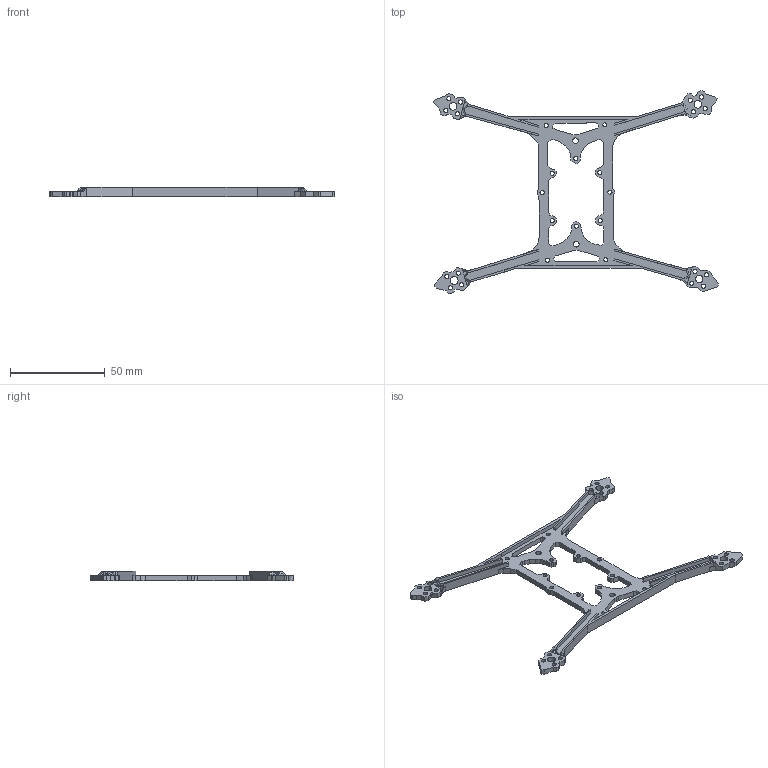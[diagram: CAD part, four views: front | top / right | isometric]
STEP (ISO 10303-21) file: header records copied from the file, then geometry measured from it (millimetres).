
FILE_DESCRIPTION(/* description */ (''),/* implementation_level */ '2;1');
FILE_NAME(/* name */ 'Base.step',/* time_stamp */ '2025-06-18T16:17:51+05:30',/* author */ (''),/* organization */ (''),/* preprocessor_version */ 'ST-DEVELOPER v20.1',/* originating_system */ 'Autodesk Translation Framework v14.10.0.0',/* authorisation */ '');
FILE_SCHEMA (('AUTOMOTIVE_DESIGN { 1 0 10303 214 3 1 1 }'));
Length unit declared in the file: millimetre
Products named in the file (1): rekon35
Bounding box: 150.43 x 107.11 x 5 mm (x, y, z)
Volume: 9924 mm3; surface area: 11913.3 mm2
Topology: 1 solids, 1 shells, 368 faces, 1101 edges, 734 vertices
Faces by surface type: plane 334, cylinder 34
Full cylindrical faces by diameter (mm): 2.2 x28, 2.984 x1, 3.002 x1, 3.889 x1, 4.001 x1, 4.007 x1, 4.206 x1
Entity records: 12393 total; most frequent: CARTESIAN_POINT 2204, ORIENTED_EDGE 2202, DIRECTION 1919, EDGE_CURVE 1101, LINE 1021, VECTOR 1021, VERTEX_POINT 734, AXIS2_PLACEMENT_3D 449
